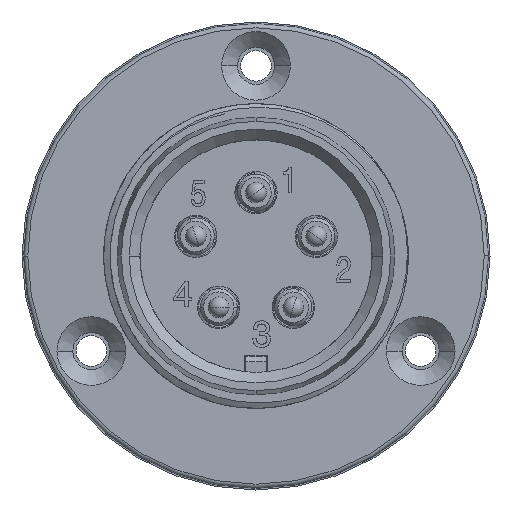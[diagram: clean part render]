
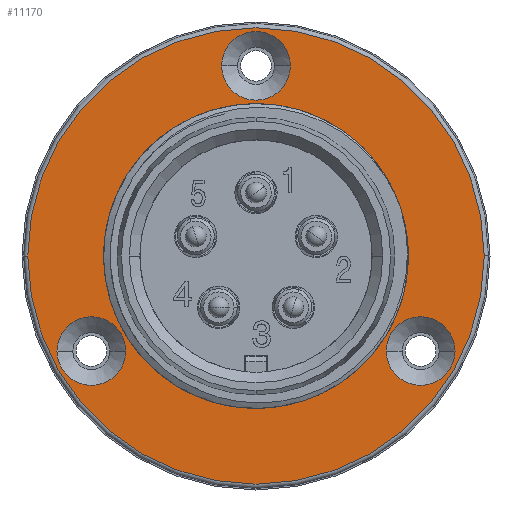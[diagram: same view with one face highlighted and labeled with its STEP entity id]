
A CAD part, front view. The second image highlights one B-rep face of the part: STEP entity #11170.
In plain terms, the highlighted planar face has unit normal (0, -1, 0).
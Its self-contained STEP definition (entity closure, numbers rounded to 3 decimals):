
#165=CARTESIAN_POINT('',(0.,-2.4,0.));
#166=DIRECTION('',(0.,1.,0.));
#167=DIRECTION('',(-1.,0.,0.));
#168=AXIS2_PLACEMENT_3D('',#165,#166,#167);
#170=CARTESIAN_POINT('',(0.,-2.4,0.));
#171=DIRECTION('',(0.,1.,0.));
#172=DIRECTION('',(1.,0.,0.));
#173=AXIS2_PLACEMENT_3D('',#170,#171,#172);
#175=CARTESIAN_POINT('',(0.,-2.4,0.));
#176=DIRECTION('',(0.,1.,0.));
#177=DIRECTION('',(1.,0.,0.));
#178=AXIS2_PLACEMENT_3D('',#175,#176,#177);
#180=CARTESIAN_POINT('',(0.,-2.4,0.));
#181=DIRECTION('',(0.,-1.,0.));
#182=DIRECTION('',(1.,0.,0.));
#183=AXIS2_PLACEMENT_3D('',#180,#181,#182);
#185=CARTESIAN_POINT('',(-15.588,-2.4,-9.));
#186=DIRECTION('',(0.,1.,0.));
#187=DIRECTION('',(-1.,0.,0.));
#188=AXIS2_PLACEMENT_3D('',#185,#186,#187);
#190=CARTESIAN_POINT('',(-15.588,-2.4,-9.));
#191=DIRECTION('',(0.,1.,0.));
#192=DIRECTION('',(1.,0.,0.));
#193=AXIS2_PLACEMENT_3D('',#190,#191,#192);
#195=CARTESIAN_POINT('',(15.588,-2.4,-9.));
#196=DIRECTION('',(0.,1.,0.));
#197=DIRECTION('',(-1.,0.,0.));
#198=AXIS2_PLACEMENT_3D('',#195,#196,#197);
#200=CARTESIAN_POINT('',(15.588,-2.4,-9.));
#201=DIRECTION('',(0.,1.,0.));
#202=DIRECTION('',(1.,0.,0.));
#203=AXIS2_PLACEMENT_3D('',#200,#201,#202);
#205=CARTESIAN_POINT('',(0.,-2.4,18.));
#206=DIRECTION('',(0.,1.,0.));
#207=DIRECTION('',(1.,0.,0.));
#208=AXIS2_PLACEMENT_3D('',#205,#206,#207);
#210=CARTESIAN_POINT('',(0.,-2.4,18.));
#211=DIRECTION('',(0.,1.,0.));
#212=DIRECTION('',(-1.,0.,0.));
#213=AXIS2_PLACEMENT_3D('',#210,#211,#212);
#8825=CARTESIAN_POINT('',(13.8,-2.4,0.));
#8826=CARTESIAN_POINT('',(-13.8,-2.4,0.));
#8827=VERTEX_POINT('',#8825);
#8828=VERTEX_POINT('',#8826);
#8902=CARTESIAN_POINT('',(-21.6,-2.4,0.));
#8903=CARTESIAN_POINT('',(21.6,-2.4,0.));
#8904=VERTEX_POINT('',#8902);
#8905=VERTEX_POINT('',#8903);
#8910=CARTESIAN_POINT('',(-18.838,-2.4,-9.));
#8911=CARTESIAN_POINT('',(-12.338,-2.4,-9.));
#8912=VERTEX_POINT('',#8910);
#8913=VERTEX_POINT('',#8911);
#8918=CARTESIAN_POINT('',(12.338,-2.4,-9.));
#8919=CARTESIAN_POINT('',(18.838,-2.4,-9.));
#8920=VERTEX_POINT('',#8918);
#8921=VERTEX_POINT('',#8919);
#8926=CARTESIAN_POINT('',(3.25,-2.4,18.));
#8927=CARTESIAN_POINT('',(-3.25,-2.4,18.));
#8928=VERTEX_POINT('',#8926);
#8929=VERTEX_POINT('',#8927);
#11137=CARTESIAN_POINT('',(0.,-2.4,0.));
#11138=DIRECTION('',(0.,1.,0.));
#11139=DIRECTION('',(1.,0.,0.));
#11140=AXIS2_PLACEMENT_3D('',#11137,#11138,#11139);
#11141=PLANE('',#11140);
#11142=ORIENTED_EDGE('',*,*,#11083,.T.);
#11143=ORIENTED_EDGE('',*,*,#11105,.T.);
#11144=EDGE_LOOP('',(#11142,#11143));
#11145=FACE_OUTER_BOUND('',#11144,.F.);
#11147=ORIENTED_EDGE('',*,*,#11146,.F.);
#11149=ORIENTED_EDGE('',*,*,#11148,.T.);
#11150=EDGE_LOOP('',(#11147,#11149));
#11151=FACE_BOUND('',#11150,.F.);
#11153=ORIENTED_EDGE('',*,*,#11152,.F.);
#11155=ORIENTED_EDGE('',*,*,#11154,.F.);
#11156=EDGE_LOOP('',(#11153,#11155));
#11157=FACE_BOUND('',#11156,.F.);
#11159=ORIENTED_EDGE('',*,*,#11158,.F.);
#11161=ORIENTED_EDGE('',*,*,#11160,.F.);
#11162=EDGE_LOOP('',(#11159,#11161));
#11163=FACE_BOUND('',#11162,.F.);
#11165=ORIENTED_EDGE('',*,*,#11164,.F.);
#11167=ORIENTED_EDGE('',*,*,#11166,.F.);
#11168=EDGE_LOOP('',(#11165,#11167));
#11169=FACE_BOUND('',#11168,.F.);
#169=CIRCLE('',#168,21.6);
#174=CIRCLE('',#173,21.6);
#179=CIRCLE('',#178,13.8);
#184=CIRCLE('',#183,13.8);
#189=CIRCLE('',#188,3.25);
#194=CIRCLE('',#193,3.25);
#199=CIRCLE('',#198,3.25);
#204=CIRCLE('',#203,3.25);
#209=CIRCLE('',#208,3.25);
#214=CIRCLE('',#213,3.25);
#11083=EDGE_CURVE('',#8904,#8905,#169,.T.);
#11105=EDGE_CURVE('',#8905,#8904,#174,.T.);
#11146=EDGE_CURVE('',#8827,#8828,#179,.T.);
#11148=EDGE_CURVE('',#8827,#8828,#184,.T.);
#11152=EDGE_CURVE('',#8912,#8913,#189,.T.);
#11154=EDGE_CURVE('',#8913,#8912,#194,.T.);
#11158=EDGE_CURVE('',#8920,#8921,#199,.T.);
#11160=EDGE_CURVE('',#8921,#8920,#204,.T.);
#11164=EDGE_CURVE('',#8928,#8929,#209,.T.);
#11166=EDGE_CURVE('',#8929,#8928,#214,.T.);
#11170=ADVANCED_FACE('',(#11145,#11151,#11157,#11163,#11169),#11141,.F.);
